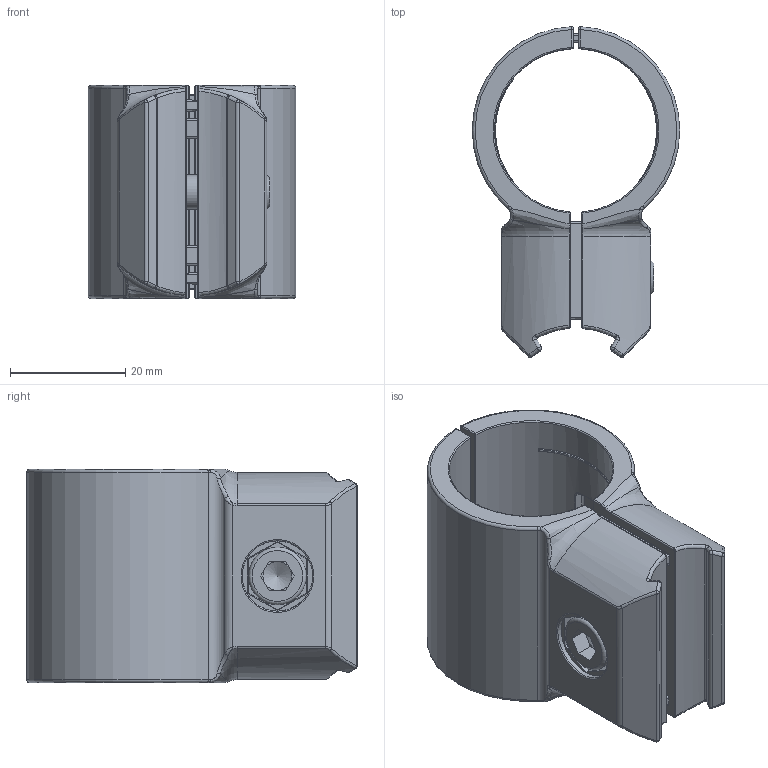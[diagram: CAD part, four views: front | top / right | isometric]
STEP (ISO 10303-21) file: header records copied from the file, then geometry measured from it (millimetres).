
FILE_DESCRIPTION(/* description */ (''),/* implementation_level */ '2;1');
FILE_NAME(/* name */ '350019.stp',/* time_stamp */ '2020-12-10T18:16:24+01:00',/* author */ ('Spacek'),/* organization */ ('Alutec K&K'),/* preprocessor_version */ 'ST-DEVELOPER v18.1',/* originating_system */ 'Autodesk Inventor 2021',/* authorisation */ '');
FILE_SCHEMA (('AUTOMOTIVE_DESIGN { 1 0 10303 214 3 1 1 }'));
Length unit declared in the file: millimetre
Products named in the file (4): 350019; 099rv28180r01_Standard; 4iso10511m06m_4iso10511m06m; 114932 - 4DIN912M0620M_DIN 912 M6 x 20 --- 25N
Assembly tree (4 placements, depth 2):
  350019
    099rv28180r01_Standard  x2
    4iso10511m06m_4iso10511m06m
    114932 - 4DIN912M0620M_DIN 912 M6 x 20 --- 25N
Bounding box: 36 x 57.33 x 37 mm (x, y, z)
Volume: 27924.1 mm3; surface area: 15464.6 mm2
Topology: 4 solids, 4 shells, 637 faces, 1447 edges, 792 vertices
Faces by surface type: cylinder 182, bspline 140, plane 138, cone 88, torus 65, sphere 24
Full cylindrical faces by diameter (mm): 5 x5, 6 x2, 7.143 x1, 10 x2
Entity records: 20731 total; most frequent: CARTESIAN_POINT 13382, ORIENTED_EDGE 1530, DIRECTION 1453, EDGE_CURVE 765, AXIS2_PLACEMENT_3D 580, VERTEX_POINT 437, EDGE_LOOP 368, FACE_OUTER_BOUND 349
